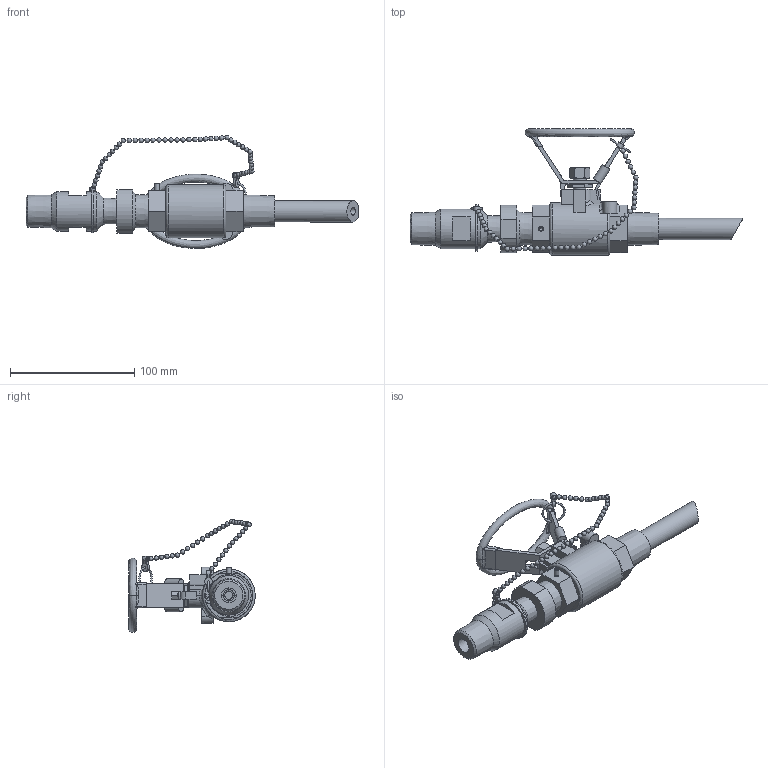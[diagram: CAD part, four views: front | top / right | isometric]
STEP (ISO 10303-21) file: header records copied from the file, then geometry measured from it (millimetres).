
FILE_DESCRIPTION((''),'2;1');
FILE_NAME('CCS-76-316SS-25_R0.stp','2017-08-01T10:05:52',('salesdesk5'),(''),'Autodesk Inventor 2009','Autodesk Inventor 2009','');
FILE_SCHEMA(('AUTOMOTIVE_DESIGN { 1 0 10303 214 1 1 1 1 }'));
Length unit declared in the file: inch
Products named in the file (1): CCS-76-316SS-25_R0
Bounding box: 266.7 x 101.6 x 90.76 mm (x, y, z)
Surface area: 48920.8 mm2 (no closed solid volume)
Topology: 0 solids, 1 shells, 390 faces, 1004 edges, 626 vertices
Faces by surface type: plane 178, bspline 104, sphere 49, cylinder 41, cone 12, torus 6
Full cylindrical faces by diameter (mm): 2.5 x1, 3.81 x1, 6.35 x2, 10.16 x3, 11.906 x1, 17.145 x1, 20.32 x1, 31.75 x2, 42.418 x1
Entity records: 14821 total; most frequent: CARTESIAN_POINT 6462, ORIENTED_EDGE 1638, DIRECTION 1558, EDGE_CURVE 819, AXIS2_PLACEMENT_3D 587, VERTEX_POINT 579, EDGE_LOOP 560, FACE_OUTER_BOUND 390
